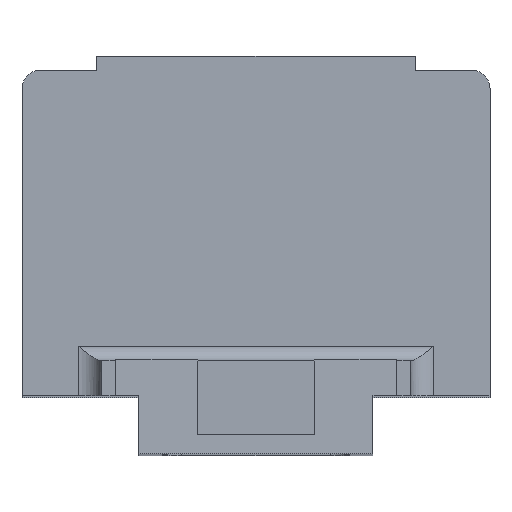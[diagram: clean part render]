
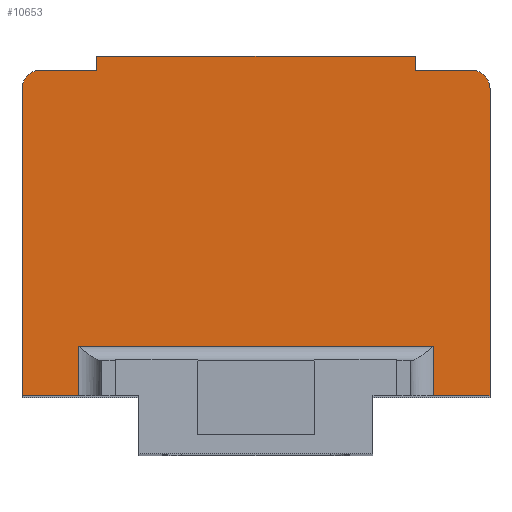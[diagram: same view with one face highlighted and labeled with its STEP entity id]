
A CAD part, top view. The second image highlights one B-rep face of the part: STEP entity #10653.
In plain terms, the highlighted planar face has unit normal (0, 0, 1).
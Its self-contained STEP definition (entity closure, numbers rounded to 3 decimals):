
#2092=DIRECTION('',(0.,1.,0.));
#2093=VECTOR('',#2092,5.3);
#2094=CARTESIAN_POINT('',(19.,6.2,133.1));
#2095=LINE('',#2094,#2093);
#2110=DIRECTION('',(0.,-1.,0.));
#2111=VECTOR('',#2110,32.8);
#2112=CARTESIAN_POINT('',(25.,39.,133.1));
#2113=LINE('',#2112,#2111);
#2114=DIRECTION('',(-1.,0.,0.));
#2115=VECTOR('',#2114,6.);
#2116=CARTESIAN_POINT('',(25.,6.2,133.1));
#2117=LINE('',#2116,#2115);
#2118=DIRECTION('',(-1.,0.,0.));
#2119=VECTOR('',#2118,6.);
#2120=CARTESIAN_POINT('',(-19.,6.2,133.1));
#2121=LINE('',#2120,#2119);
#2122=DIRECTION('',(0.,1.,0.));
#2123=VECTOR('',#2122,32.8);
#2124=CARTESIAN_POINT('',(-25.,6.2,133.1));
#2125=LINE('',#2124,#2123);
#2126=DIRECTION('',(1.,0.,0.));
#2127=VECTOR('',#2126,6.);
#2128=CARTESIAN_POINT('',(-23.,41.,133.1));
#2129=LINE('',#2128,#2127);
#2130=DIRECTION('',(0.,1.,0.));
#2131=VECTOR('',#2130,1.5);
#2132=CARTESIAN_POINT('',(-17.,41.,133.1));
#2133=LINE('',#2132,#2131);
#2134=DIRECTION('',(1.,0.,0.));
#2135=VECTOR('',#2134,34.);
#2136=CARTESIAN_POINT('',(-17.,42.5,133.1));
#2137=LINE('',#2136,#2135);
#2138=DIRECTION('',(0.,-1.,0.));
#2139=VECTOR('',#2138,1.5);
#2140=CARTESIAN_POINT('',(17.,42.5,133.1));
#2141=LINE('',#2140,#2139);
#2142=DIRECTION('',(1.,0.,0.));
#2143=VECTOR('',#2142,6.);
#2144=CARTESIAN_POINT('',(17.,41.,133.1));
#2145=LINE('',#2144,#2143);
#2150=CARTESIAN_POINT('',(23.,39.,133.1));
#2151=DIRECTION('',(0.,0.,1.));
#2152=DIRECTION('',(1.,0.,0.));
#2153=AXIS2_PLACEMENT_3D('',#2150,#2151,#2152);
#2184=CARTESIAN_POINT('',(-23.,39.,133.1));
#2185=DIRECTION('',(0.,0.,1.));
#2186=DIRECTION('',(0.,1.,0.));
#2187=AXIS2_PLACEMENT_3D('',#2184,#2185,#2186);
#2223=DIRECTION('',(1.,0.,0.));
#2224=VECTOR('',#2223,38.);
#2225=CARTESIAN_POINT('',(-19.,11.5,133.1));
#2226=LINE('',#2225,#2224);
#2244=DIRECTION('',(0.,1.,0.));
#2245=VECTOR('',#2244,5.3);
#2246=CARTESIAN_POINT('',(-19.,6.2,133.1));
#2247=LINE('',#2246,#2245);
#6957=CARTESIAN_POINT('',(-17.,42.5,133.1));
#6958=CARTESIAN_POINT('',(17.,42.5,133.1));
#6959=VERTEX_POINT('',#6957);
#6960=VERTEX_POINT('',#6958);
#6965=CARTESIAN_POINT('',(25.,6.2,133.1));
#6967=VERTEX_POINT('',#6965);
#6969=CARTESIAN_POINT('',(-25.,6.2,133.1));
#6971=VERTEX_POINT('',#6969);
#7089=CARTESIAN_POINT('',(19.,6.2,133.1));
#7090=VERTEX_POINT('',#7089);
#7095=CARTESIAN_POINT('',(-19.,6.2,133.1));
#7096=VERTEX_POINT('',#7095);
#7101=CARTESIAN_POINT('',(-19.,11.5,133.1));
#7102=CARTESIAN_POINT('',(19.,11.5,133.1));
#7103=VERTEX_POINT('',#7101);
#7104=VERTEX_POINT('',#7102);
#7189=CARTESIAN_POINT('',(-17.,41.,133.1));
#7190=VERTEX_POINT('',#7189);
#7191=CARTESIAN_POINT('',(17.,41.,133.1));
#7192=VERTEX_POINT('',#7191);
#7198=CARTESIAN_POINT('',(25.,39.,133.1));
#7200=VERTEX_POINT('',#7198);
#7201=CARTESIAN_POINT('',(23.,41.,133.1));
#7202=VERTEX_POINT('',#7201);
#7206=CARTESIAN_POINT('',(-23.,41.,133.1));
#7208=VERTEX_POINT('',#7206);
#7209=CARTESIAN_POINT('',(-25.,39.,133.1));
#7210=VERTEX_POINT('',#7209);
#10621=CARTESIAN_POINT('',(0.,0.,133.1));
#10622=DIRECTION('',(0.,0.,-1.));
#10623=DIRECTION('',(-1.,0.,0.));
#10624=AXIS2_PLACEMENT_3D('',#10621,#10622,#10623);
#10625=PLANE('',#10624);
#10627=ORIENTED_EDGE('',*,*,#10626,.F.);
#10629=ORIENTED_EDGE('',*,*,#10628,.T.);
#10630=ORIENTED_EDGE('',*,*,#10504,.T.);
#10631=ORIENTED_EDGE('',*,*,#10611,.T.);
#10633=ORIENTED_EDGE('',*,*,#10632,.F.);
#10635=ORIENTED_EDGE('',*,*,#10634,.F.);
#10636=ORIENTED_EDGE('',*,*,#9290,.T.);
#10638=ORIENTED_EDGE('',*,*,#10637,.T.);
#10640=ORIENTED_EDGE('',*,*,#10639,.F.);
#10642=ORIENTED_EDGE('',*,*,#10641,.T.);
#10644=ORIENTED_EDGE('',*,*,#10643,.T.);
#10646=ORIENTED_EDGE('',*,*,#10645,.T.);
#10648=ORIENTED_EDGE('',*,*,#10647,.T.);
#10650=ORIENTED_EDGE('',*,*,#10649,.T.);
#10651=EDGE_LOOP('',(#10627,#10629,#10630,#10631,#10633,#10635,#10636,#10638,
#10640,#10642,#10644,#10646,#10648,#10650));
#10652=FACE_OUTER_BOUND('',#10651,.F.);
#10653=ADVANCED_FACE('',(#10652),#10625,.F.);
#2154=CIRCLE('',#2153,2.);
#2188=CIRCLE('',#2187,2.);
#9290=EDGE_CURVE('',#7096,#6971,#2121,.T.);
#10504=EDGE_CURVE('',#6967,#7090,#2117,.T.);
#10611=EDGE_CURVE('',#7090,#7104,#2095,.T.);
#10626=EDGE_CURVE('',#7200,#7202,#2154,.T.);
#10628=EDGE_CURVE('',#7200,#6967,#2113,.T.);
#10632=EDGE_CURVE('',#7103,#7104,#2226,.T.);
#10634=EDGE_CURVE('',#7096,#7103,#2247,.T.);
#10637=EDGE_CURVE('',#6971,#7210,#2125,.T.);
#10639=EDGE_CURVE('',#7208,#7210,#2188,.T.);
#10641=EDGE_CURVE('',#7208,#7190,#2129,.T.);
#10643=EDGE_CURVE('',#7190,#6959,#2133,.T.);
#10645=EDGE_CURVE('',#6959,#6960,#2137,.T.);
#10647=EDGE_CURVE('',#6960,#7192,#2141,.T.);
#10649=EDGE_CURVE('',#7192,#7202,#2145,.T.);
